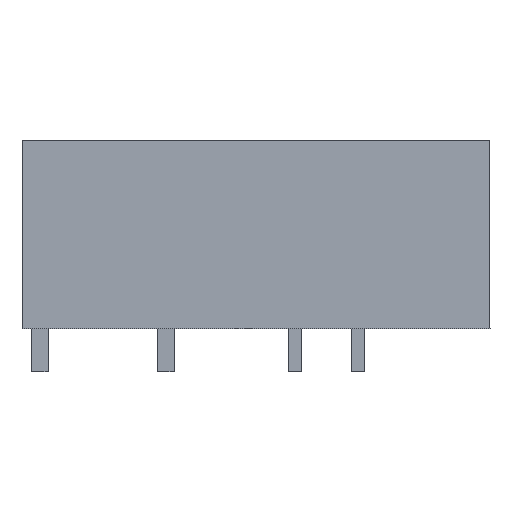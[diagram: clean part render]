
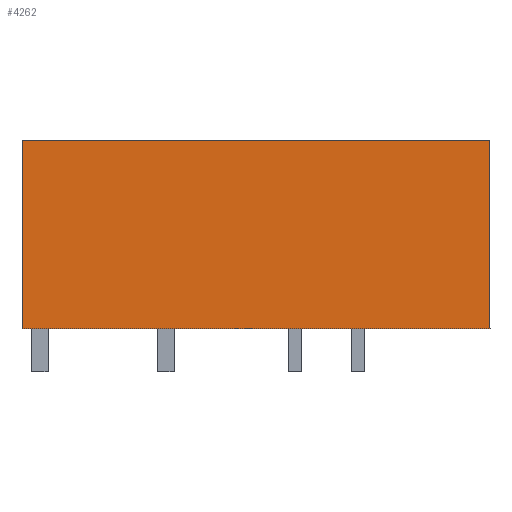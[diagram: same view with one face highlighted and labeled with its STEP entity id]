
A CAD part, left-side view. The second image highlights one B-rep face of the part: STEP entity #4262.
In plain terms, the highlighted planar face has unit normal (-1, 0, 0).
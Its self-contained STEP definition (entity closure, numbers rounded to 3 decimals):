
#4249=AXIS2_PLACEMENT_3D('Plane Axis2P3D',#4246,#4247,#4248) ;
#1238=CARTESIAN_POINT('Vertex',(0.,28.3,2.6)) ;
#1241=CARTESIAN_POINT('Line Origine',(0.,28.3,8.3)) ;
#1245=CARTESIAN_POINT('Vertex',(0.,28.3,14.)) ;
#1273=CARTESIAN_POINT('Line Origine',(0.,14.15,14.)) ;
#1277=CARTESIAN_POINT('Vertex',(0.,0.,14.)) ;
#3297=CARTESIAN_POINT('Line Origine',(0.,0.,8.3)) ;
#3301=CARTESIAN_POINT('Vertex',(0.,0.,2.6)) ;
#4246=CARTESIAN_POINT('Axis2P3D Location',(0.,28.3,-0.9)) ;
#4251=CARTESIAN_POINT('Line Origine',(0.,14.15,2.6)) ;
#1242=DIRECTION('Vector Direction',(0.,0.,1.)) ;
#1274=DIRECTION('Vector Direction',(0.,1.,0.)) ;
#3298=DIRECTION('Vector Direction',(0.,0.,-1.)) ;
#4247=DIRECTION('Axis2P3D Direction',(-1.,0.,0.)) ;
#4248=DIRECTION('Axis2P3D XDirection',(0.,-1.,0.)) ;
#4252=DIRECTION('Vector Direction',(0.,1.,0.)) ;
#1243=VECTOR('Line Direction',#1242,1.) ;
#1275=VECTOR('Line Direction',#1274,1.) ;
#3299=VECTOR('Line Direction',#3298,1.) ;
#4253=VECTOR('Line Direction',#4252,1.) ;
#4257=ORIENTED_EDGE('',*,*,#4255,.F.) ;
#4258=ORIENTED_EDGE('',*,*,#3303,.F.) ;
#4259=ORIENTED_EDGE('',*,*,#1279,.T.) ;
#4260=ORIENTED_EDGE('',*,*,#1247,.T.) ;
#4262=ADVANCED_FACE('housing',(#4261),#4250,.T.) ;
#1247=EDGE_CURVE('',#1246,#1239,#1244,.F.) ;
#1279=EDGE_CURVE('',#1278,#1246,#1276,.T.) ;
#3303=EDGE_CURVE('',#1278,#3302,#3300,.T.) ;
#4255=EDGE_CURVE('',#3302,#1239,#4254,.T.) ;
#4256=EDGE_LOOP('',(#4257,#4258,#4259,#4260)) ;
#4261=FACE_OUTER_BOUND('',#4256,.T.) ;
#1244=LINE('Line',#1241,#1243) ;
#1276=LINE('Line',#1273,#1275) ;
#3300=LINE('Line',#3297,#3299) ;
#4254=LINE('Line',#4251,#4253) ;
#4250=PLANE('',#4249) ;
#1239=VERTEX_POINT('',#1238) ;
#1246=VERTEX_POINT('',#1245) ;
#1278=VERTEX_POINT('',#1277) ;
#3302=VERTEX_POINT('',#3301) ;
